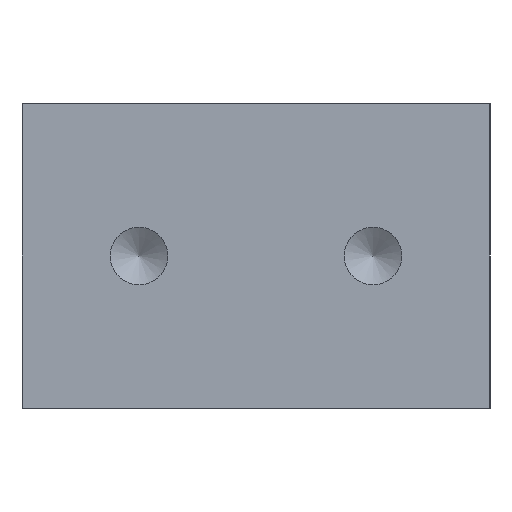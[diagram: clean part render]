
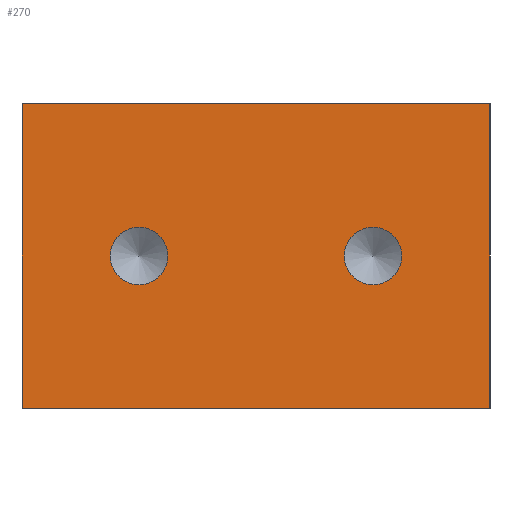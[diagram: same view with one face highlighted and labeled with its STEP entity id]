
A CAD part, left-side view. The second image highlights one B-rep face of the part: STEP entity #270.
In plain terms, the highlighted planar face has unit normal (-1, 0, 0).
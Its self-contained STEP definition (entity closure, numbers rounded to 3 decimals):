
#17=FACE_BOUND('',#59,.T.);
#18=FACE_BOUND('',#60,.T.);
#24=PLANE('',#320);
#42=FACE_OUTER_BOUND('',#58,.T.);
#58=EDGE_LOOP('',(#245,#246,#247,#248));
#59=EDGE_LOOP('',(#249,#250));
#60=EDGE_LOOP('',(#251,#252));
#69=LINE('',#459,#89);
#73=LINE('',#467,#93);
#76=LINE('',#473,#96);
#79=LINE('',#478,#99);
#89=VECTOR('',#381,10.);
#93=VECTOR('',#387,10.);
#96=VECTOR('',#392,10.);
#99=VECTOR('',#397,10.);
#103=CIRCLE('',#295,1.23);
#104=CIRCLE('',#296,1.23);
#115=CIRCLE('',#313,1.23);
#116=CIRCLE('',#314,1.23);
#120=VERTEX_POINT('',#412);
#121=VERTEX_POINT('',#413);
#135=VERTEX_POINT('',#451);
#136=VERTEX_POINT('',#452);
#137=VERTEX_POINT('',#457);
#138=VERTEX_POINT('',#458);
#141=VERTEX_POINT('',#466);
#143=VERTEX_POINT('',#472);
#148=EDGE_CURVE('',#120,#121,#103,.T.);
#149=EDGE_CURVE('',#121,#120,#104,.T.);
#166=EDGE_CURVE('',#135,#136,#115,.T.);
#167=EDGE_CURVE('',#136,#135,#116,.T.);
#169=EDGE_CURVE('',#137,#138,#69,.T.);
#173=EDGE_CURVE('',#141,#137,#73,.T.);
#176=EDGE_CURVE('',#143,#141,#76,.T.);
#179=EDGE_CURVE('',#138,#143,#79,.T.);
#245=ORIENTED_EDGE('',*,*,#179,.F.);
#246=ORIENTED_EDGE('',*,*,#169,.F.);
#247=ORIENTED_EDGE('',*,*,#173,.F.);
#248=ORIENTED_EDGE('',*,*,#176,.F.);
#249=ORIENTED_EDGE('',*,*,#148,.T.);
#250=ORIENTED_EDGE('',*,*,#149,.T.);
#251=ORIENTED_EDGE('',*,*,#166,.T.);
#252=ORIENTED_EDGE('',*,*,#167,.T.);
#270=ADVANCED_FACE('',(#42,#17,#18),#24,.F.);
#295=AXIS2_PLACEMENT_3D('',#414,#332,#333);
#296=AXIS2_PLACEMENT_3D('',#415,#334,#335);
#313=AXIS2_PLACEMENT_3D('',#453,#374,#375);
#314=AXIS2_PLACEMENT_3D('',#454,#376,#377);
#320=AXIS2_PLACEMENT_3D('',#481,#401,#402);
#332=DIRECTION('center_axis',(1.,0.,0.));
#333=DIRECTION('ref_axis',(0.,0.,1.));
#334=DIRECTION('center_axis',(1.,0.,0.));
#335=DIRECTION('ref_axis',(0.,0.,1.));
#374=DIRECTION('center_axis',(1.,0.,0.));
#375=DIRECTION('ref_axis',(0.,0.,1.));
#376=DIRECTION('center_axis',(1.,0.,0.));
#377=DIRECTION('ref_axis',(0.,0.,1.));
#381=DIRECTION('',(0.,1.,0.));
#387=DIRECTION('',(0.,0.,-1.));
#392=DIRECTION('',(0.,-1.,0.));
#397=DIRECTION('',(0.,0.,1.));
#401=DIRECTION('center_axis',(1.,0.,0.));
#402=DIRECTION('ref_axis',(0.,0.,-1.));
#412=CARTESIAN_POINT('',(0.,15.,-5.271));
#413=CARTESIAN_POINT('',(0.,15.,-7.73));
#414=CARTESIAN_POINT('Origin',(0.,15.,-6.5));
#415=CARTESIAN_POINT('Origin',(0.,15.,-6.5));
#451=CARTESIAN_POINT('',(0.,5.,-5.271));
#452=CARTESIAN_POINT('',(0.,5.,-7.73));
#453=CARTESIAN_POINT('Origin',(0.,5.,-6.5));
#454=CARTESIAN_POINT('Origin',(0.,5.,-6.5));
#457=CARTESIAN_POINT('',(0.,0.,-13.));
#458=CARTESIAN_POINT('',(0.,20.,-13.));
#459=CARTESIAN_POINT('',(0.,0.,-13.));
#466=CARTESIAN_POINT('',(0.,0.,0.));
#467=CARTESIAN_POINT('',(0.,0.,0.));
#472=CARTESIAN_POINT('',(0.,20.,0.));
#473=CARTESIAN_POINT('',(0.,20.,0.));
#478=CARTESIAN_POINT('',(0.,20.,-13.));
#481=CARTESIAN_POINT('Origin',(0.,10.,-6.5));
